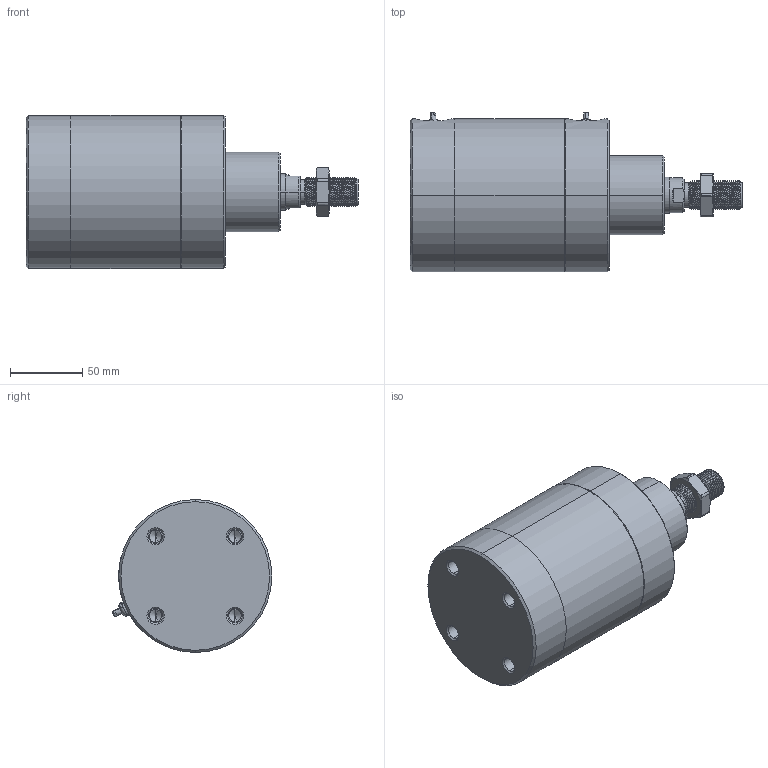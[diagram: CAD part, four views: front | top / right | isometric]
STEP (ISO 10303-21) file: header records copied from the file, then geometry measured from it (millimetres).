
FILE_DESCRIPTION (( 'STEP AP214' ), '1' );
FILE_NAME ('U100 0000 1320.STEP', '2021-05-05T11:05:29', ( '' ), ( '' ), 'SwSTEP 2.0', 'SolidWorks 2019', '' );
FILE_SCHEMA (( 'AUTOMOTIVE_DESIGN' ));
Length unit declared in the file: millimetre
Products named in the file (19): 9100-35-R_9100-35-0; 9100-36JB2; 1100-13; 9025-34_9025-34-0 (100); U100 0000 1320; Bremseskrue 63-125; Afstryger (32-125)_407288; Stempeltætning_E4A088N3578; Leje_PAP2520P11; 9040-01; Oring_ORING 03,80 X 1,25; 1100-20; Oring_ORING 96 X 2,00; Bremsepakning_PP3646N3589; 9041-01; Magnet_9310; Stempelstangsmøtrik_U1909030; Bolt-DIN912_M16x55
Assembly tree (25 placements, depth 3):
  U100 0000 1320
    1100-13
    1100-20
    9100-35-R_9100-35-0
    9025-34_9025-34-0 (100)
    Bremseskrue 63-125
      9040-01
      9041-01
      Oring_ORING 03,80 X 1,25
    Bremseskrue 63-125
      9040-01
      9041-01
      Oring_ORING 03,80 X 1,25
    Afstryger (32-125)_407288
    9100-36JB2  x2
    Leje_PAP2520P11
    Stempeltætning_E4A088N3578  x2
    Bremsepakning_PP3646N3589  x2
    Oring_ORING 96 X 2,00  x2
    Bolt-DIN912_M16x55
    Magnet_9310
    Stempelstangsmøtrik_U1909030
Bounding box: 230 x 110.57 x 106 mm (x, y, z)
Volume: 1244613.1 mm3; surface area: 282565.2 mm2
Topology: 23 solids, 23 shells, 794 faces, 1816 edges, 1114 vertices
Faces by surface type: cylinder 348, cone 191, plane 178, torus 68, bspline 9
Entity records: 30375 total; most frequent: CARTESIAN_POINT 15747, DIRECTION 2956, ORIENTED_EDGE 2896, EDGE_CURVE 1448, AXIS2_PLACEMENT_3D 1218, VERTEX_POINT 899, EDGE_LOOP 715, ADVANCED_FACE 630
